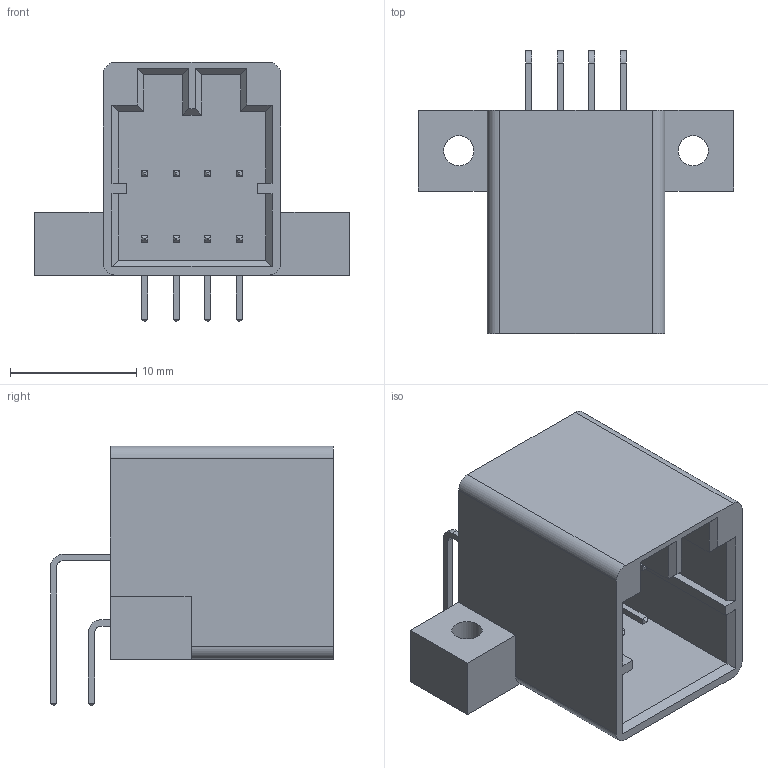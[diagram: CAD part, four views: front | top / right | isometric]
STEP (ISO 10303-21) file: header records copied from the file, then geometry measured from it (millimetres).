
FILE_DESCRIPTION(('FreeCAD Model'),'2;1');
FILE_NAME('TE_040-MULTI-LOCK_175973-4_2x04_P2.5mm_Horizontal.step', '2018-05-04T21:55:58',('kicad StepUp'),('ksu MCAD'), 'Open CASCADE STEP processor 7.2','FreeCAD','Unknown');
FILE_SCHEMA(('AUTOMOTIVE_DESIGN { 1 0 10303 214 1 1 1 1 }'));
Length unit declared in the file: millimetre
Products named in the file (1): TE_040-MULTI-LOCK_175973-4_2x04_P2.5mm_Horizontal
Bounding box: 25 x 22.45 x 20.6 mm (x, y, z)
Volume: 2314.1 mm3; surface area: 3024.8 mm2
Topology: 1 solids, 1 shells, 229 faces, 560 edges, 350 vertices
Faces by surface type: plane 207, cylinder 22
Full cylindrical faces by diameter (mm): 2.4 x2
Entity records: 8162 total; most frequent: CARTESIAN_POINT 1140, ORIENTED_EDGE 1120, DIRECTION 1064, EDGE_CURVE 560, LINE 516, VECTOR 516, VERTEX_POINT 350, AXIS2_PLACEMENT_3D 274
